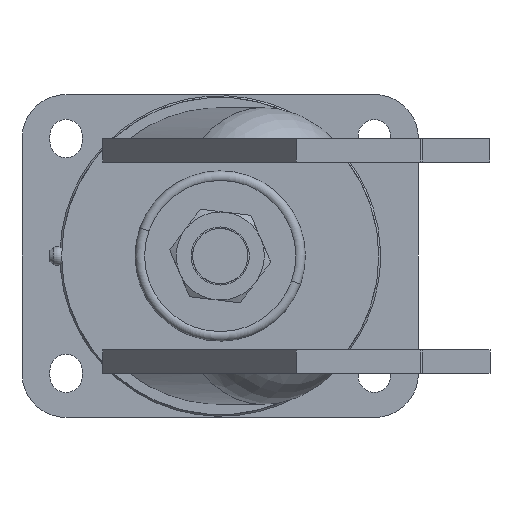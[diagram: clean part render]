
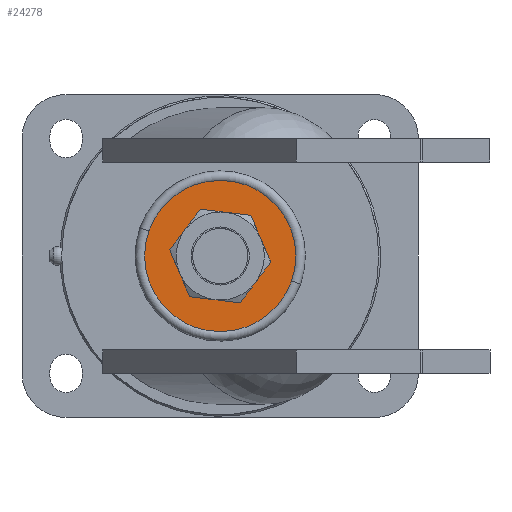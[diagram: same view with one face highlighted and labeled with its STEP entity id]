
A CAD part, front view. The second image highlights one B-rep face of the part: STEP entity #24278.
In plain terms, the highlighted planar face has unit normal (0, -1, 0).
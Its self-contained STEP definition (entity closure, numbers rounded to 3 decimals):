
#329 = EDGE_CURVE ( 'NONE', #13453, #4190, #23836, .T. ) ;
#657 = EDGE_CURVE ( 'NONE', #16290, #22195, #10365, .T. ) ;
#661 = DIRECTION ( 'NONE',  ( 1., 0., 0. ) ) ;
#693 = EDGE_LOOP ( 'NONE', ( #13401, #23038 ) ) ;
#1456 = CARTESIAN_POINT ( 'NONE',  ( 0., -39., 0. ) ) ;
#2960 = CIRCLE ( 'NONE', #7445, 25.75 ) ;
#3102 = DIRECTION ( 'NONE',  ( 0., -1., 0. ) ) ;
#3913 = AXIS2_PLACEMENT_3D ( 'NONE', #28029, #11977, #22751 ) ;
#4190 = VERTEX_POINT ( 'NONE', #15764 ) ;
#4897 = CARTESIAN_POINT ( 'NONE',  ( -10., -39., 0. ) ) ;
#7445 = AXIS2_PLACEMENT_3D ( 'NONE', #10970, #29846, #24373 ) ;
#7968 = FACE_BOUND ( 'NONE', #29358, .T. ) ;
#9327 = DIRECTION ( 'NONE',  ( 0., -1., 0. ) ) ;
#10365 = CIRCLE ( 'NONE', #15964, 25.75 ) ;
#10970 = CARTESIAN_POINT ( 'NONE',  ( 0., -39., 0. ) ) ;
#11743 = CARTESIAN_POINT ( 'NONE',  ( 25.75, -39., 0. ) ) ;
#11977 = DIRECTION ( 'NONE',  ( 0., -1., 0. ) ) ;
#12208 = ORIENTED_EDGE ( 'NONE', *, *, #329, .F. ) ;
#13022 = CARTESIAN_POINT ( 'NONE',  ( 0., -39., 0. ) ) ;
#13401 = ORIENTED_EDGE ( 'NONE', *, *, #30581, .T. ) ;
#13453 = VERTEX_POINT ( 'NONE', #4897 ) ;
#15764 = CARTESIAN_POINT ( 'NONE',  ( 10., -39., 0. ) ) ;
#15964 = AXIS2_PLACEMENT_3D ( 'NONE', #1456, #9327, #16884 ) ;
#16290 = VERTEX_POINT ( 'NONE', #11743 ) ;
#16417 = CARTESIAN_POINT ( 'NONE',  ( 0., -39., 0. ) ) ;
#16884 = DIRECTION ( 'NONE',  ( 1., 0., 0. ) ) ;
#18479 = CIRCLE ( 'NONE', #3913, 10. ) ;
#22195 = VERTEX_POINT ( 'NONE', #22552 ) ;
#22552 = CARTESIAN_POINT ( 'NONE',  ( -25.75, -39., 0. ) ) ;
#22751 = DIRECTION ( 'NONE',  ( 1., 0., 0. ) ) ;
#23038 = ORIENTED_EDGE ( 'NONE', *, *, #657, .T. ) ;
#23836 = CIRCLE ( 'NONE', #28944, 10. ) ;
#24278 = ADVANCED_FACE ( 'NONE', ( #29109, #7968 ), #34694, .T. ) ;
#24373 = DIRECTION ( 'NONE',  ( 1., 0., 0. ) ) ;
#25903 = EDGE_CURVE ( 'NONE', #4190, #13453, #18479, .T. ) ;
#25978 = ORIENTED_EDGE ( 'NONE', *, *, #25903, .F. ) ;
#28029 = CARTESIAN_POINT ( 'NONE',  ( 0., -39., 0. ) ) ;
#28944 = AXIS2_PLACEMENT_3D ( 'NONE', #16417, #3102, #661 ) ;
#29109 = FACE_OUTER_BOUND ( 'NONE', #693, .T. ) ;
#29358 = EDGE_LOOP ( 'NONE', ( #12208, #25978 ) ) ;
#29846 = DIRECTION ( 'NONE',  ( 0., -1., 0. ) ) ;
#30581 = EDGE_CURVE ( 'NONE', #22195, #16290, #2960, .T. ) ;
#31947 = AXIS2_PLACEMENT_3D ( 'NONE', #13022, #34368, #32241 ) ;
#32241 = DIRECTION ( 'NONE',  ( 1., 0., 0. ) ) ;
#34368 = DIRECTION ( 'NONE',  ( 0., -1., 0. ) ) ;
#34694 = PLANE ( 'NONE',  #31947 ) ;
